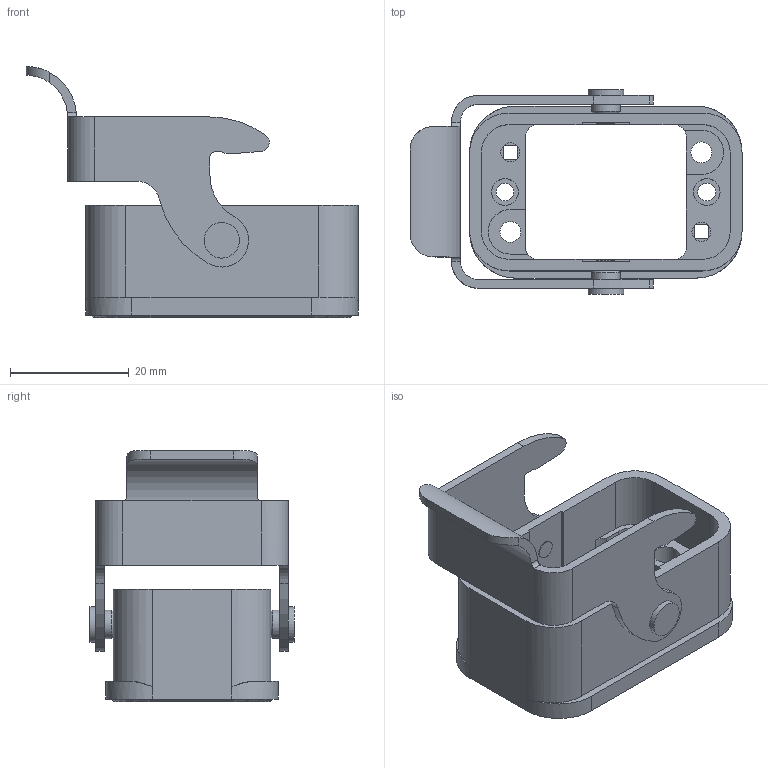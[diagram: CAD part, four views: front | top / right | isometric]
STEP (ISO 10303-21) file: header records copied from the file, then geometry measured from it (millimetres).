
FILE_DESCRIPTION(/* description */ (''),/* implementation_level */ '2;1');
FILE_NAME(/* name */ '100181855ugm000_c.stp',/* time_stamp */ '2019-10-28T13:34:07+01:00',/* author */ (''),/* organization */ (''),/* preprocessor_version */ 'ST-DEVELOPER v16.7',/* originating_system */ 'SIEMENS PLM Software NX 12.0',/* authorisation */ '');
FILE_SCHEMA (('AUTOMOTIVE_DESIGN { 1 0 10303 214 3 1 1 1 }'));
Length unit declared in the file: millimetre
Products named in the file (1): 100181855ugm000_c
Bounding box: 55.95 x 34.4 x 42.3 mm (x, y, z)
Volume: 9120.5 mm3; surface area: 9841.6 mm2
Topology: 2 solids, 2 shells, 261 faces, 854 edges, 788 vertices
Faces by surface type: plane 159, cylinder 90, bspline 8, cone 2, extrusion 2
Full cylindrical faces by diameter (mm): 0.911 x1, 1.077 x1, 3 x4, 3.2 x2, 3.5 x2, 4.5 x2, 4.8 x2, 5 x2, 6 x2
Entity records: 10935 total; most frequent: CARTESIAN_POINT 2223, DIRECTION 1477, ORIENTED_EDGE 1318, EDGE_CURVE 659, VECTOR 589, LINE 587, VERTEX_POINT 448, AXIS2_PLACEMENT_3D 444
